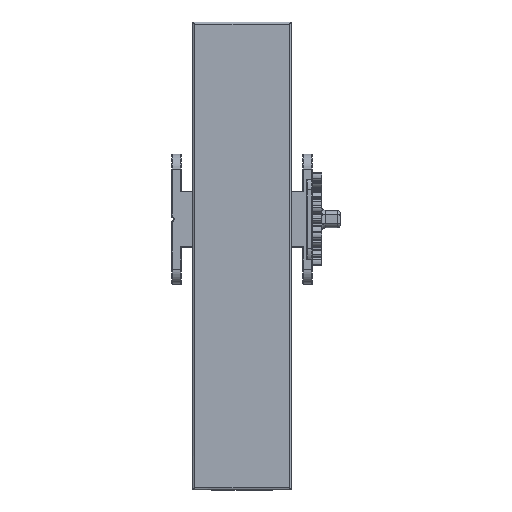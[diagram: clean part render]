
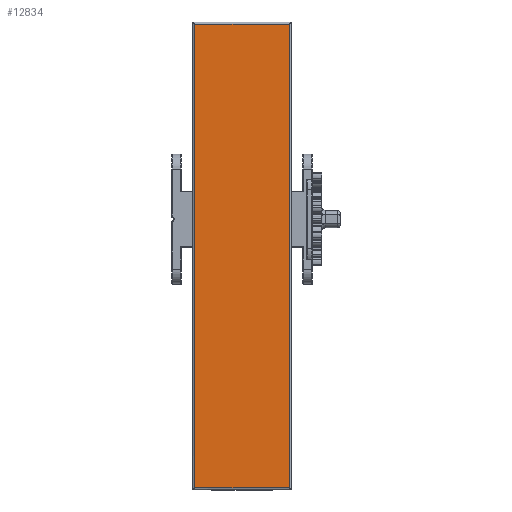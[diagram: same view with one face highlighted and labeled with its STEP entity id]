
A CAD part, top view. The second image highlights one B-rep face of the part: STEP entity #12834.
In plain terms, the highlighted planar face has unit normal (0, 0, 1).
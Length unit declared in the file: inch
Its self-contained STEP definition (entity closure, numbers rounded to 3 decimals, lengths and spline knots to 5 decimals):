
#550=PLANE('',#13773);
#912=FACE_OUTER_BOUND('',#1657,.T.);
#1657=EDGE_LOOP('',(#8967,#8968,#8969,#8970));
#2448=LINE('',#19240,#3590);
#2451=LINE('',#19250,#3593);
#2452=LINE('',#19254,#3594);
#2455=LINE('',#19260,#3597);
#3590=VECTOR('',#15431,0.3937);
#3593=VECTOR('',#15440,0.3937);
#3594=VECTOR('',#15445,0.3937);
#3597=VECTOR('',#15452,0.3937);
#5356=VERTEX_POINT('',#19238);
#5357=VERTEX_POINT('',#19239);
#5361=VERTEX_POINT('',#19249);
#5362=VERTEX_POINT('',#19253);
#6706=EDGE_CURVE('',#5356,#5357,#2448,.T.);
#6711=EDGE_CURVE('',#5357,#5361,#2451,.T.);
#6713=EDGE_CURVE('',#5362,#5356,#2452,.T.);
#6717=EDGE_CURVE('',#5361,#5362,#2455,.T.);
#8967=ORIENTED_EDGE('',*,*,#6706,.F.);
#8968=ORIENTED_EDGE('',*,*,#6713,.F.);
#8969=ORIENTED_EDGE('',*,*,#6717,.F.);
#8970=ORIENTED_EDGE('',*,*,#6711,.F.);
#12834=ADVANCED_FACE('',(#912),#550,.T.);
#13773=AXIS2_PLACEMENT_3D('',#19283,#15468,#15469);
#15431=DIRECTION('',(0.,1.,0.));
#15440=DIRECTION('',(1.,0.,0.));
#15445=DIRECTION('',(-1.,0.,0.));
#15452=DIRECTION('',(0.,-1.,0.));
#15468=DIRECTION('center_axis',(0.,0.,1.));
#15469=DIRECTION('ref_axis',(-1.,0.,0.));
#19238=CARTESIAN_POINT('',(-0.63732,-3.99,1.99343));
#19239=CARTESIAN_POINT('',(-0.63732,2.24921,1.99343));
#19240=CARTESIAN_POINT('',(-0.63732,-2.8389,1.99343));
#19249=CARTESIAN_POINT('',(0.63732,2.24921,1.99343));
#19250=CARTESIAN_POINT('',(0.33366,2.24921,1.99343));
#19253=CARTESIAN_POINT('',(0.63732,-3.99,1.99343));
#19254=CARTESIAN_POINT('',(0.33366,-3.99,1.99343));
#19260=CARTESIAN_POINT('',(0.63732,-2.8389,1.99343));
#19283=CARTESIAN_POINT('Origin',(0.66732,-2.8389,1.99343));
